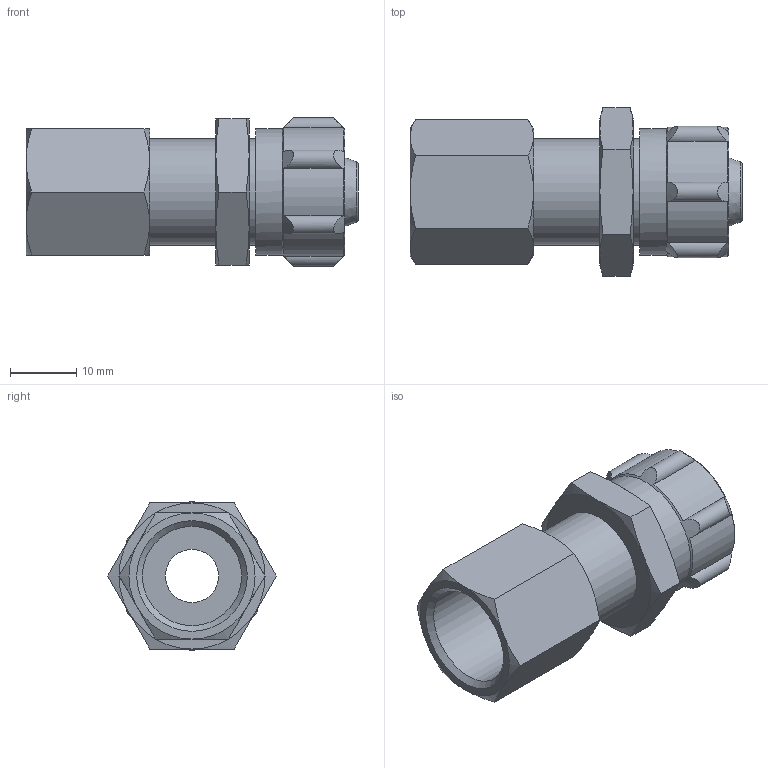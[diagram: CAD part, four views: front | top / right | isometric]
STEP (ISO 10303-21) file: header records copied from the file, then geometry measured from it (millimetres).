
FILE_DESCRIPTION(/* description */ ('STEP AP214'),/* implementation_level */ '2;1');
FILE_NAME(/* name */ '9427_QCK-3_8-PK-9-B',/* time_stamp */ '2024-09-14T05:26:07+02:00',/* author */ ('License CC BY-ND 4.0'),/* organization */ ('CADENAS'),/* preprocessor_version */ 'ST-DEVELOPER v19.3',/* originating_system */ 'PARTsolutions',/* authorisation */ ' ');
FILE_SCHEMA (('AUTOMOTIVE_DESIGN {1 0 10303 214 3 1 1}'));
Length unit declared in the file: millimetre
Products named in the file (1): 9427 QCK-3/8-PK-9-B
Bounding box: 50 x 25.4 x 22.4 mm (x, y, z)
Volume: 10311 mm3; surface area: 5703.8 mm2
Topology: 1 solids, 1 shells, 66 faces, 148 edges, 90 vertices
Faces by surface type: cone 28, plane 20, cylinder 17, torus 1
Full cylindrical faces by diameter (mm): 8 x1, 14.95 x1, 16 x2, 19.04 x1
Entity records: 1892 total; most frequent: CARTESIAN_POINT 529, ORIENTED_EDGE 270, DIRECTION 260, EDGE_CURVE 135, AXIS2_PLACEMENT_3D 118, VERTEX_POINT 87, EDGE_LOOP 84, FACE_BOUND 84
